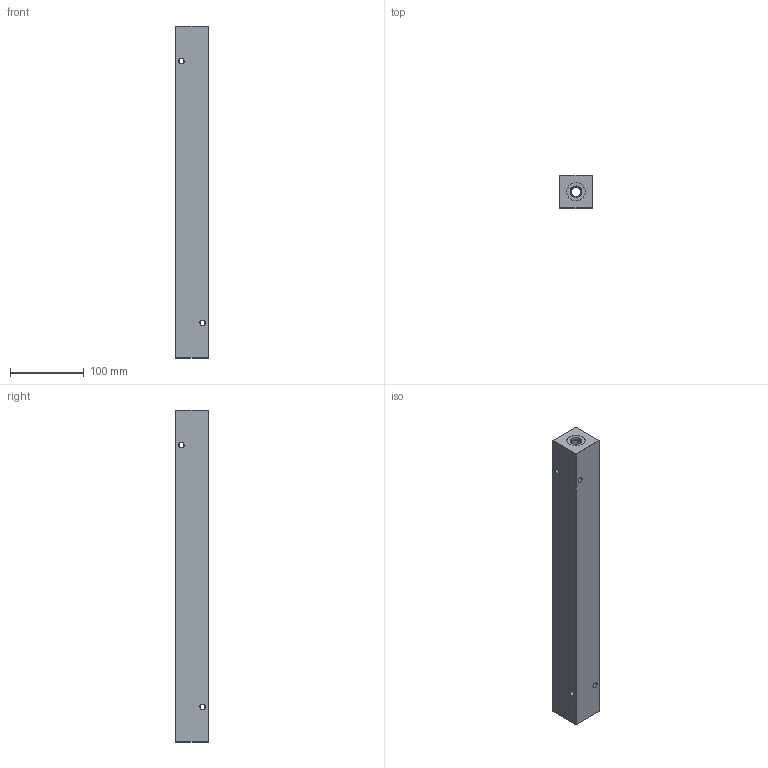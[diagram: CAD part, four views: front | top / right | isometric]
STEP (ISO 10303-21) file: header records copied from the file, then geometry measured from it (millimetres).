
FILE_DESCRIPTION (( 'STEP AP203' ), '1' );
FILE_NAME ('HM-10-90-S-6-4.STEP', '2020-11-09T15:05:44', ( '' ), ( '' ), 'SwSTEP 2.0', 'SolidWorks 2019', '' );
FILE_SCHEMA (( 'CONFIG_CONTROL_DESIGN' ));
Length unit declared in the file: inch
Products named in the file (1): HM-10-90-S-6-4
Bounding box: 44.45 x 44.45 x 450.85 mm (x, y, z)
Volume: 795349.4 mm3; surface area: 112979.9 mm2
Topology: 1 solids, 1 shells, 750 faces, 1857 edges, 1164 vertices
Faces by surface type: plane 261, bspline 195, cone 148, cylinder 146
Entity records: 32912 total; most frequent: CARTESIAN_POINT 16239, ORIENTED_EDGE 3714, DIRECTION 2849, EDGE_CURVE 1857, VERTEX_POINT 1164, VECTOR 1045, LINE 1045, AXIS2_PLACEMENT_3D 902
